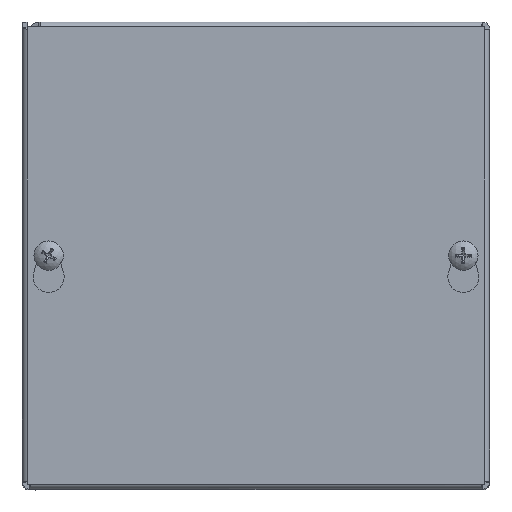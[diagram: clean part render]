
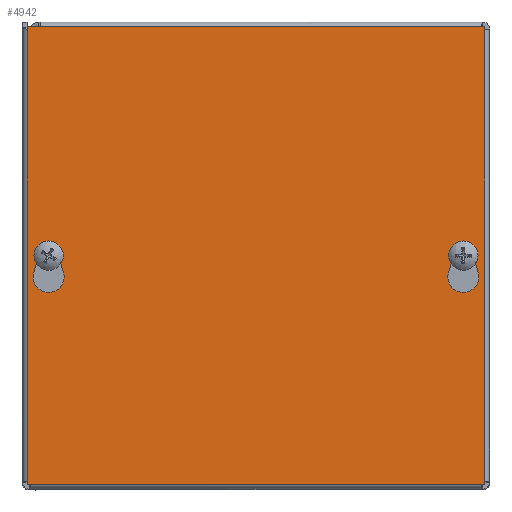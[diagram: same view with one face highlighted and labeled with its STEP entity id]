
A CAD part, top view. The second image highlights one B-rep face of the part: STEP entity #4942.
In plain terms, the highlighted planar face has unit normal (0, 0, 1).
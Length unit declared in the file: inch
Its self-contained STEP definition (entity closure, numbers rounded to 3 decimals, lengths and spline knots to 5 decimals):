
#257=FACE_BOUND('',#1672,.T.);
#258=FACE_BOUND('',#1673,.T.);
#350=PLANE('',#5484);
#672=LINE('',#9271,#1027);
#676=LINE('',#9281,#1031);
#679=LINE('',#9289,#1034);
#683=LINE('',#9301,#1038);
#685=LINE('',#9309,#1040);
#689=LINE('',#9317,#1044);
#692=LINE('',#9323,#1047);
#695=LINE('',#9328,#1050);
#1027=VECTOR('',#6625,0.3937);
#1031=VECTOR('',#6637,0.3937);
#1034=VECTOR('',#6642,0.3937);
#1038=VECTOR('',#6654,0.3937);
#1040=VECTOR('',#6664,0.3937);
#1044=VECTOR('',#6670,0.3937);
#1047=VECTOR('',#6675,0.3937);
#1050=VECTOR('',#6680,0.3937);
#1373=FACE_OUTER_BOUND('',#1671,.T.);
#1671=EDGE_LOOP('',(#4256,#4257,#4258,#4259));
#1672=EDGE_LOOP('',(#4260,#4261,#4262,#4263));
#1673=EDGE_LOOP('',(#4264,#4265,#4266,#4267));
#1891=CIRCLE('',#5466,0.203);
#1893=CIRCLE('',#5470,0.125);
#1895=CIRCLE('',#5475,0.125);
#1897=CIRCLE('',#5479,0.203);
#2300=VERTEX_POINT('',#9262);
#2301=VERTEX_POINT('',#9264);
#2303=VERTEX_POINT('',#9270);
#2305=VERTEX_POINT('',#9276);
#2308=VERTEX_POINT('',#9286);
#2309=VERTEX_POINT('',#9288);
#2311=VERTEX_POINT('',#9294);
#2313=VERTEX_POINT('',#9300);
#2314=VERTEX_POINT('',#9307);
#2315=VERTEX_POINT('',#9308);
#2318=VERTEX_POINT('',#9316);
#2320=VERTEX_POINT('',#9322);
#2950=EDGE_CURVE('',#2301,#2300,#1891,.T.);
#2953=EDGE_CURVE('',#2303,#2301,#672,.T.);
#2956=EDGE_CURVE('',#2305,#2303,#1893,.T.);
#2959=EDGE_CURVE('',#2300,#2305,#676,.T.);
#2962=EDGE_CURVE('',#2309,#2308,#679,.T.);
#2965=EDGE_CURVE('',#2311,#2309,#1895,.T.);
#2968=EDGE_CURVE('',#2313,#2311,#683,.T.);
#2971=EDGE_CURVE('',#2308,#2313,#1897,.T.);
#2972=EDGE_CURVE('',#2314,#2315,#685,.T.);
#2976=EDGE_CURVE('',#2315,#2318,#689,.T.);
#2979=EDGE_CURVE('',#2318,#2320,#692,.T.);
#2982=EDGE_CURVE('',#2320,#2314,#695,.T.);
#4256=ORIENTED_EDGE('',*,*,#2972,.F.);
#4257=ORIENTED_EDGE('',*,*,#2982,.F.);
#4258=ORIENTED_EDGE('',*,*,#2979,.F.);
#4259=ORIENTED_EDGE('',*,*,#2976,.F.);
#4260=ORIENTED_EDGE('',*,*,#2950,.T.);
#4261=ORIENTED_EDGE('',*,*,#2959,.T.);
#4262=ORIENTED_EDGE('',*,*,#2956,.T.);
#4263=ORIENTED_EDGE('',*,*,#2953,.T.);
#4264=ORIENTED_EDGE('',*,*,#2962,.T.);
#4265=ORIENTED_EDGE('',*,*,#2971,.T.);
#4266=ORIENTED_EDGE('',*,*,#2968,.T.);
#4267=ORIENTED_EDGE('',*,*,#2965,.T.);
#4942=ADVANCED_FACE('',(#1373,#257,#258),#350,.T.);
#5466=AXIS2_PLACEMENT_3D('',#9265,#6619,#6620);
#5470=AXIS2_PLACEMENT_3D('',#9277,#6631,#6632);
#5475=AXIS2_PLACEMENT_3D('',#9295,#6648,#6649);
#5479=AXIS2_PLACEMENT_3D('',#9305,#6660,#6661);
#5484=AXIS2_PLACEMENT_3D('',#9330,#6682,#6683);
#6619=DIRECTION('center_axis',(0.,0.,-1.));
#6620=DIRECTION('ref_axis',(-0.961,0.278,0.));
#6625=DIRECTION('',(0.278,-0.961,0.));
#6631=DIRECTION('center_axis',(0.,0.,-1.));
#6632=DIRECTION('ref_axis',(0.961,0.278,0.));
#6637=DIRECTION('',(0.278,0.961,0.));
#6642=DIRECTION('',(0.278,-0.961,0.));
#6648=DIRECTION('center_axis',(0.,0.,-1.));
#6649=DIRECTION('ref_axis',(0.961,0.278,0.));
#6654=DIRECTION('',(0.278,0.961,0.));
#6660=DIRECTION('center_axis',(0.,0.,-1.));
#6661=DIRECTION('ref_axis',(-0.961,0.278,0.));
#6664=DIRECTION('',(0.,-1.,0.));
#6670=DIRECTION('',(-1.,0.,0.));
#6675=DIRECTION('',(0.,1.,0.));
#6680=DIRECTION('',(1.,0.,0.));
#6682=DIRECTION('center_axis',(0.,0.,1.));
#6683=DIRECTION('ref_axis',(1.,0.,0.));
#9262=CARTESIAN_POINT('',(2.52373,-0.22465,0.059));
#9264=CARTESIAN_POINT('',(2.91377,-0.22465,0.059));
#9265=CARTESIAN_POINT('Origin',(2.71875,-0.281,0.059));
#9270=CARTESIAN_POINT('',(2.83884,0.0347,0.059));
#9271=CARTESIAN_POINT('',(2.77156,0.26753,0.059));
#9276=CARTESIAN_POINT('',(2.59866,0.0347,0.059));
#9277=CARTESIAN_POINT('Origin',(2.71875,0.,0.059));
#9281=CARTESIAN_POINT('',(2.49392,-0.32781,0.059));
#9286=CARTESIAN_POINT('',(-2.52373,-0.22465,0.059));
#9288=CARTESIAN_POINT('',(-2.59866,0.0347,0.059));
#9289=CARTESIAN_POINT('',(-2.45645,-0.45748,0.059));
#9294=CARTESIAN_POINT('',(-2.83884,0.0347,0.059));
#9295=CARTESIAN_POINT('Origin',(-2.71875,0.,0.059));
#9300=CARTESIAN_POINT('',(-2.91377,-0.22465,0.059));
#9301=CARTESIAN_POINT('',(-2.7341,0.3972,0.059));
#9305=CARTESIAN_POINT('Origin',(-2.71875,-0.281,0.059));
#9307=CARTESIAN_POINT('',(3.,3.,0.059));
#9308=CARTESIAN_POINT('',(3.,-3.,0.059));
#9309=CARTESIAN_POINT('',(3.,3.,0.059));
#9316=CARTESIAN_POINT('',(-3.,-3.,0.059));
#9317=CARTESIAN_POINT('',(3.,-3.,0.059));
#9322=CARTESIAN_POINT('',(-3.,3.,0.059));
#9323=CARTESIAN_POINT('',(-3.,-3.,0.059));
#9328=CARTESIAN_POINT('',(-3.,3.,0.059));
#9330=CARTESIAN_POINT('Origin',(0.,0.,
0.059));
